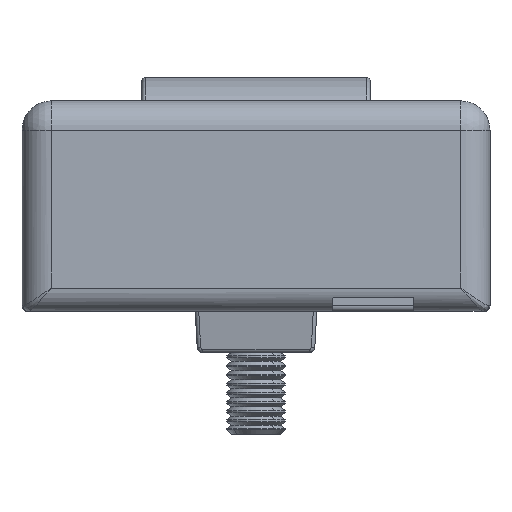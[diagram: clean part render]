
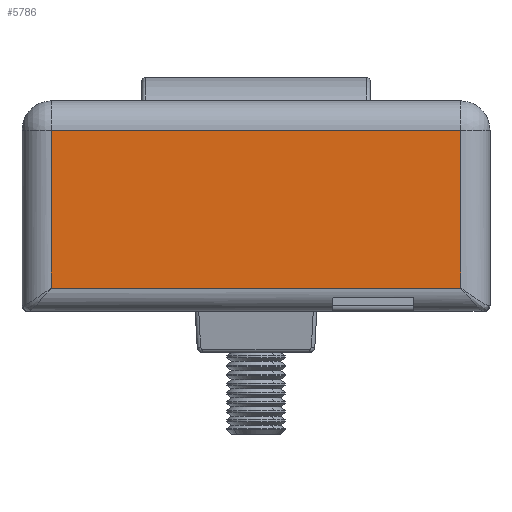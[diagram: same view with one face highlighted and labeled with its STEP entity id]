
A CAD part, left-side view. The second image highlights one B-rep face of the part: STEP entity #5786.
In plain terms, the highlighted planar face has unit normal (-1, 0, 0).
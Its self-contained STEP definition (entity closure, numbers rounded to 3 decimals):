
#1223 = DIRECTION ( 'NONE',  ( 0., 1., 0. ) ) ;
#1416 = CARTESIAN_POINT ( 'NONE',  ( -40., 17.5, 16. ) ) ;
#1653 = VERTEX_POINT ( 'NONE', #7243 ) ;
#2815 = VECTOR ( 'NONE', #18472, 1000. ) ;
#4220 = VERTEX_POINT ( 'NONE', #25982 ) ;
#4806 = EDGE_CURVE ( 'NONE', #6710, #4220, #6498, .T. ) ;
#5786 = ADVANCED_FACE ( 'NONE', ( #25584 ), #24820, .F. ) ;
#6498 = LINE ( 'NONE', #25765, #18602 ) ;
#6710 = VERTEX_POINT ( 'NONE', #6722 ) ;
#6722 = CARTESIAN_POINT ( 'NONE',  ( -40., -17.5, 0. ) ) ;
#7243 = CARTESIAN_POINT ( 'NONE',  ( -40., 17.5, 0. ) ) ;
#8570 = LINE ( 'NONE', #18385, #2815 ) ;
#10646 = ORIENTED_EDGE ( 'NONE', *, *, #12014, .F. ) ;
#10737 = DIRECTION ( 'NONE',  ( 0., 0., 1. ) ) ;
#12014 = EDGE_CURVE ( 'NONE', #6710, #1653, #8570, .T. ) ;
#12094 = CARTESIAN_POINT ( 'NONE',  ( -40., 17.5, 13.5 ) ) ;
#14295 = DIRECTION ( 'NONE',  ( 0., 0., -1. ) ) ;
#14681 = ORIENTED_EDGE ( 'NONE', *, *, #21211, .T. ) ;
#16370 = VECTOR ( 'NONE', #16777, 1000. ) ;
#16654 = EDGE_LOOP ( 'NONE', ( #10646, #21076, #26289, #14681 ) ) ;
#16777 = DIRECTION ( 'NONE',  ( 0., 1., 0. ) ) ;
#18385 = CARTESIAN_POINT ( 'NONE',  ( -40., -20., 0. ) ) ;
#18472 = DIRECTION ( 'NONE',  ( 0., 1., 0. ) ) ;
#18602 = VECTOR ( 'NONE', #10737, 1000. ) ;
#18874 = LINE ( 'NONE', #1416, #24601 ) ;
#20096 = LINE ( 'NONE', #27463, #16370 ) ;
#21076 = ORIENTED_EDGE ( 'NONE', *, *, #4806, .T. ) ;
#21211 = EDGE_CURVE ( 'NONE', #24197, #1653, #18874, .T. ) ;
#24197 = VERTEX_POINT ( 'NONE', #12094 ) ;
#24601 = VECTOR ( 'NONE', #14295, 1000. ) ;
#24820 = PLANE ( 'NONE',  #25868 ) ;
#25531 = EDGE_CURVE ( 'NONE', #4220, #24197, #20096, .T. ) ;
#25584 = FACE_OUTER_BOUND ( 'NONE', #16654, .T. ) ;
#25765 = CARTESIAN_POINT ( 'NONE',  ( -40., -17.5, 16. ) ) ;
#25868 = AXIS2_PLACEMENT_3D ( 'NONE', #26936, #26848, #1223 ) ;
#25982 = CARTESIAN_POINT ( 'NONE',  ( -40., -17.5, 13.5 ) ) ;
#26289 = ORIENTED_EDGE ( 'NONE', *, *, #25531, .T. ) ;
#26848 = DIRECTION ( 'NONE',  ( 1., 0., 0. ) ) ;
#26936 = CARTESIAN_POINT ( 'NONE',  ( -40., 20., 16. ) ) ;
#27463 = CARTESIAN_POINT ( 'NONE',  ( -40., 20., 13.5 ) ) ;
